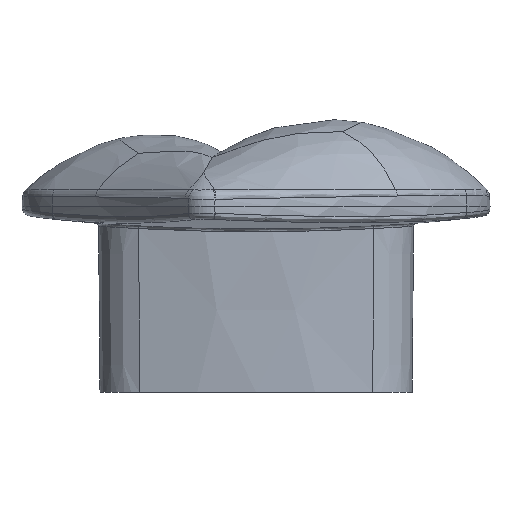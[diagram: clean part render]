
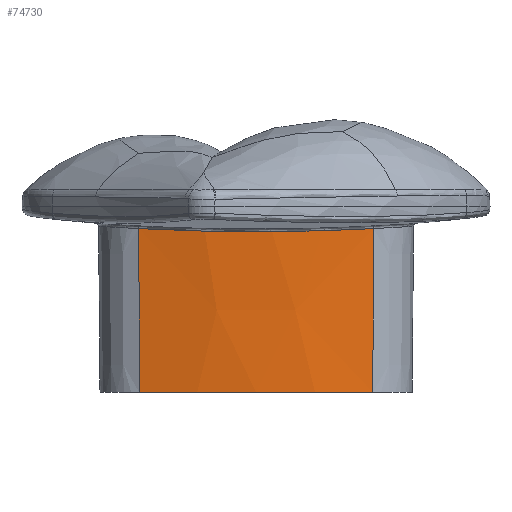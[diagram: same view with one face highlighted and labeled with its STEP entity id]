
A CAD part, front view. The second image highlights one B-rep face of the part: STEP entity #74730.
In plain terms, the highlighted conical face has half-angle 0.5 degrees and reference radius 36.5 mm.
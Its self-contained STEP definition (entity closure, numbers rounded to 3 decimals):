
#73420=CARTESIAN_POINT('',(-9.012,11.476,
-2.733));
#73430=VERTEX_POINT('',#73420);
#73460=CARTESIAN_POINT('',(-8.985,11.583,
-15.319));
#73470=DIRECTION('',(-0.002,-0.008,
1.));
#73480=VECTOR('',#73470,4182.645);
#73490=LINE('',#73460,#73480);
#73500=CARTESIAN_POINT('',(-8.985,11.583,
-15.319));
#73510=VERTEX_POINT('',#73500);
#73520=EDGE_CURVE('',#73510,#73430,#73490,.T.);
#73690=CARTESIAN_POINT('',(8.985,11.583,
-15.319));
#73700=DIRECTION('',(0.002,-0.008,
1.));
#73710=VECTOR('',#73700,4182.645);
#73720=LINE('',#73690,#73710);
#73730=CARTESIAN_POINT('',(8.985,11.583,
-15.319));
#73740=VERTEX_POINT('',#73730);
#73750=CARTESIAN_POINT('',(9.012,11.476,
-2.733));
#73760=VERTEX_POINT('',#73750);
#73770=EDGE_CURVE('',#73740,#73760,#73720,.T.);
#74240=CARTESIAN_POINT('',(0.,46.96,
-15.319));
#74250=DIRECTION('',(0.,0.,1.));
#74260=DIRECTION('',(-1.,0.,0.));
#74270=AXIS2_PLACEMENT_3D('',#74240,#74250,#74260);
#74280=CONICAL_SURFACE('',#74270,36.5,0.009);
#74290=ORIENTED_EDGE('',*,*,#73520,.F.);
#74300=CARTESIAN_POINT('',(-9.012,11.476,
-2.733));
#74310=CARTESIAN_POINT('',(-9.001,11.474,
-2.733));
#74320=CARTESIAN_POINT('',(-8.989,11.471,
-2.734));
#74330=CARTESIAN_POINT('',(-8.503,11.348,
-2.76));
#74340=CARTESIAN_POINT('',(-8.026,11.238,
-2.783));
#74350=CARTESIAN_POINT('',(-7.051,11.033,
-2.827));
#74360=CARTESIAN_POINT('',(-6.553,10.939,
-2.847));
#74370=CARTESIAN_POINT('',(-5.554,10.771,
-2.882));
#74380=CARTESIAN_POINT('',(-5.052,10.698,
-2.898));
#74390=CARTESIAN_POINT('',(-4.047,10.572,
-2.924));
#74400=CARTESIAN_POINT('',(-3.542,10.52,
-2.935));
#74410=CARTESIAN_POINT('',(-2.532,10.436,
-2.953));
#74420=CARTESIAN_POINT('',(-2.026,10.405,
-2.96));
#74430=CARTESIAN_POINT('',(-1.014,10.363,
-2.969));
#74440=CARTESIAN_POINT('',(-0.507,10.352,
-2.971));
#74450=CARTESIAN_POINT('',(0.507,10.352,
-2.971));
#74460=CARTESIAN_POINT('',(1.014,10.363,
-2.969));
#74470=CARTESIAN_POINT('',(2.026,10.405,
-2.96));
#74480=CARTESIAN_POINT('',(2.532,10.436,
-2.953));
#74490=CARTESIAN_POINT('',(3.542,10.52,
-2.935));
#74500=CARTESIAN_POINT('',(4.047,10.572,
-2.924));
#74510=CARTESIAN_POINT('',(5.052,10.698,
-2.898));
#74520=CARTESIAN_POINT('',(5.554,10.771,
-2.882));
#74530=CARTESIAN_POINT('',(6.553,10.939,
-2.847));
#74540=CARTESIAN_POINT('',(7.051,11.033,
-2.827));
#74550=CARTESIAN_POINT('',(8.026,11.238,
-2.783));
#74560=CARTESIAN_POINT('',(8.503,11.348,
-2.76));
#74570=CARTESIAN_POINT('',(8.989,11.471,
-2.734));
#74580=CARTESIAN_POINT('',(9.001,11.474,
-2.733));
#74590=CARTESIAN_POINT('',(9.012,11.476,
-2.733));
#74600=B_SPLINE_CURVE_WITH_KNOTS('',3,(#74300,#74310,#74320,#74330,
#74340,#74350,#74360,#74370,#74380,#74390,#74400,#74410,#74420,#74430,
#74440,#74450,#74460,#74470,#74480,#74490,#74500,#74510,#74520,#74530,
#74540,#74550,#74560,#74570,#74580,#74590),.UNSPECIFIED.,.F.,.F.,(4,2,2,
2,2,2,2,2,2,2,2,2,2,2,4),(0.,0.034,1.51,
3.034,4.558,6.082,7.606,
9.13,10.654,12.178,13.702,
15.226,16.75,18.226,18.26),
.UNSPECIFIED.);
#74610=EDGE_CURVE('',#73430,#73760,#74600,.T.);
#74620=ORIENTED_EDGE('',*,*,#74610,.F.);
#74630=ORIENTED_EDGE('',*,*,#73770,.T.);
#74640=CARTESIAN_POINT('',(0.,46.96,
-15.319));
#74650=DIRECTION('',(0.,0.,1.));
#74660=DIRECTION('',(-1.,0.,0.));
#74670=AXIS2_PLACEMENT_3D('',#74640,#74650,#74660);
#74680=CIRCLE('',#74670,36.5);
#74690=EDGE_CURVE('',#73510,#73740,#74680,.T.);
#74700=ORIENTED_EDGE('',*,*,#74690,.T.);
#74710=EDGE_LOOP('',(#74700,#74630,#74620,#74290));
#74720=FACE_OUTER_BOUND('',#74710,.T.);
#74730=ADVANCED_FACE('',(#74720),#74280,.T.);
